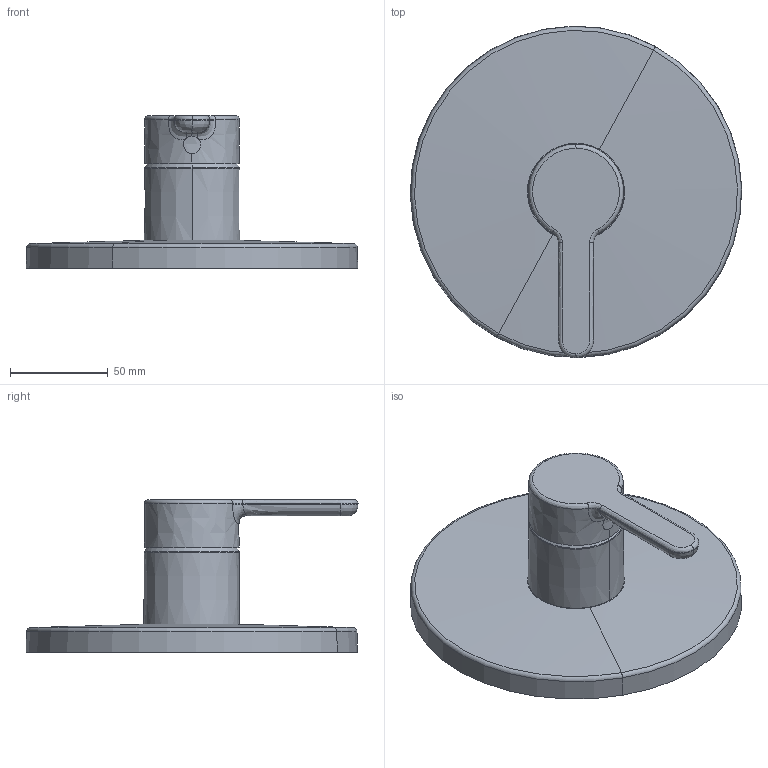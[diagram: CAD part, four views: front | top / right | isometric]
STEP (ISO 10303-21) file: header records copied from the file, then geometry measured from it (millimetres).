
FILE_DESCRIPTION (( 'STEP AP203' ), '1' );
FILE_NAME ('81109563.STEP', '2017-05-31T04:57:22', ( '' ), ( '' ), 'SwSTEP 2.0', 'SolidWorks 2016', '' );
FILE_SCHEMA (( 'CONFIG_CONTROL_DESIGN' ));
Length unit declared in the file: millimetre
Products named in the file (1): 81109563
Bounding box: 170 x 170.25 x 78.29 mm (x, y, z)
Volume: 432938.5 mm3; surface area: 64118 mm2
Topology: 1 solids, 1 shells, 38 faces, 85 edges, 51 vertices
Faces by surface type: bspline 21, plane 5, cone 4, torus 4, sphere 4
Entity records: 2952 total; most frequent: CARTESIAN_POINT 2169, ORIENTED_EDGE 170, DIRECTION 105, EDGE_CURVE 85, VERTEX_POINT 51, AXIS2_PLACEMENT_3D 46, B_SPLINE_CURVE_WITH_KNOTS 41, EDGE_LOOP 40
